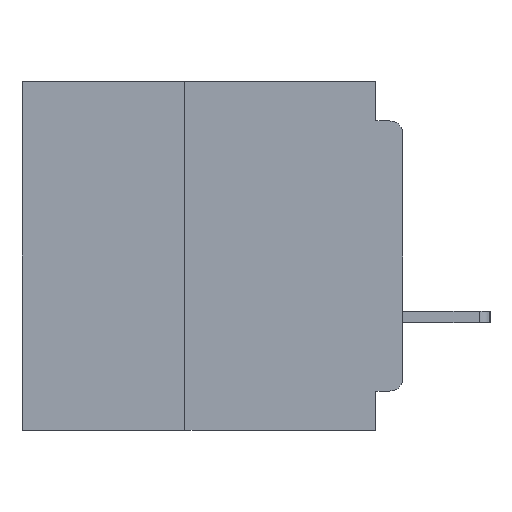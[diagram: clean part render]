
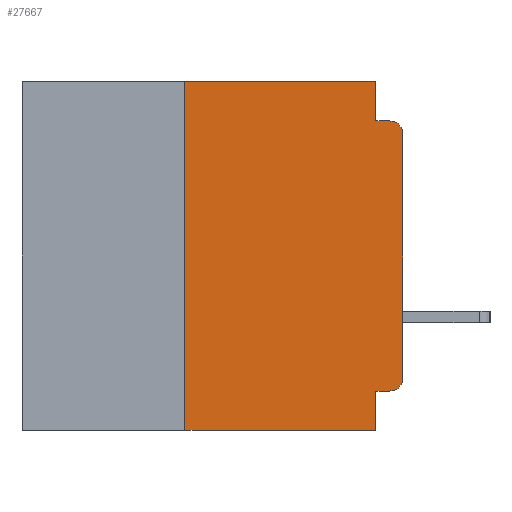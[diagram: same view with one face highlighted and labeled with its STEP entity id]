
A CAD part, left-side view. The second image highlights one B-rep face of the part: STEP entity #27667.
In plain terms, the highlighted planar face has unit normal (-1, 0, 0).
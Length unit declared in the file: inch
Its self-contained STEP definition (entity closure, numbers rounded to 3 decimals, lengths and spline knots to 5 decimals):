
#53 = CARTESIAN_POINT ( 'NONE',  ( 0., 0.031, -0.045 ) ) ;
#76 = ORIENTED_EDGE ( 'NONE', *, *, #34048, .F. ) ;
#140 = ORIENTED_EDGE ( 'NONE', *, *, #47560, .F. ) ;
#1198 = CIRCLE ( 'NONE', #40523, 0.015 ) ;
#2513 = CIRCLE ( 'NONE', #45738, 0.015 ) ;
#2775 = DIRECTION ( 'NONE',  ( 0., 0., -1. ) ) ;
#2962 = CARTESIAN_POINT ( 'NONE',  ( 0., 0.031, -0.4 ) ) ;
#3225 = CARTESIAN_POINT ( 'NONE',  ( 0., 0., -0.34 ) ) ;
#3431 = ORIENTED_EDGE ( 'NONE', *, *, #32556, .F. ) ;
#4828 = VERTEX_POINT ( 'NONE', #41780 ) ;
#5208 = CARTESIAN_POINT ( 'NONE',  ( 0., 0.25, -0.4 ) ) ;
#6576 = VECTOR ( 'NONE', #2775, 39.37008 ) ;
#8244 = DIRECTION ( 'NONE',  ( 0., -1., 0. ) ) ;
#8422 = VECTOR ( 'NONE', #14644, 39.37008 ) ;
#9295 = CARTESIAN_POINT ( 'NONE',  ( 0., 0.437, 0. ) ) ;
#10002 = DIRECTION ( 'NONE',  ( -1., 0., 0. ) ) ;
#11274 = EDGE_CURVE ( 'NONE', #4828, #45975, #13310, .T. ) ;
#12034 = EDGE_LOOP ( 'NONE', ( #12387, #18300, #48329, #76, #3431, #18394, #38290, #140, #15632, #35088 ) ) ;
#12387 = ORIENTED_EDGE ( 'NONE', *, *, #36950, .T. ) ;
#12947 = CARTESIAN_POINT ( 'NONE',  ( 0., 0.25, 0. ) ) ;
#13310 = LINE ( 'NONE', #30819, #32169 ) ;
#13335 = LINE ( 'NONE', #5208, #32194 ) ;
#13706 = CARTESIAN_POINT ( 'NONE',  ( 0., 0.031, -0.355 ) ) ;
#14284 = LINE ( 'NONE', #20749, #43117 ) ;
#14536 = EDGE_CURVE ( 'NONE', #17042, #24224, #1198, .T. ) ;
#14644 = DIRECTION ( 'NONE',  ( 0., -1., 0. ) ) ;
#15632 = ORIENTED_EDGE ( 'NONE', *, *, #26240, .F. ) ;
#16310 = VERTEX_POINT ( 'NONE', #20560 ) ;
#16620 = LINE ( 'NONE', #17752, #6576 ) ;
#17042 = VERTEX_POINT ( 'NONE', #29412 ) ;
#17261 = LINE ( 'NONE', #37191, #8422 ) ;
#17752 = CARTESIAN_POINT ( 'NONE',  ( 0., 0.031, 0. ) ) ;
#17844 = CARTESIAN_POINT ( 'NONE',  ( 0., 0.015, -0.045 ) ) ;
#18300 = ORIENTED_EDGE ( 'NONE', *, *, #47338, .T. ) ;
#18394 = ORIENTED_EDGE ( 'NONE', *, *, #23911, .F. ) ;
#18656 = AXIS2_PLACEMENT_3D ( 'NONE', #24124, #46847, #24275 ) ;
#18686 = DIRECTION ( 'NONE',  ( 0., 0., 1. ) ) ;
#19634 = DIRECTION ( 'NONE',  ( -1., 0., 0. ) ) ;
#20560 = CARTESIAN_POINT ( 'NONE',  ( 0., 0.031, 0. ) ) ;
#20749 = CARTESIAN_POINT ( 'NONE',  ( 0., 0.031, -0.4 ) ) ;
#23911 = EDGE_CURVE ( 'NONE', #4828, #43823, #13335, .T. ) ;
#24124 = CARTESIAN_POINT ( 'NONE',  ( 0., 0.437, 0. ) ) ;
#24224 = VERTEX_POINT ( 'NONE', #3225 ) ;
#24275 = DIRECTION ( 'NONE',  ( 0., 0., -1. ) ) ;
#24567 = DIRECTION ( 'NONE',  ( 0., 0., -1. ) ) ;
#26240 = EDGE_CURVE ( 'NONE', #17042, #29764, #36055, .T. ) ;
#27667 = ADVANCED_FACE ( 'NONE', ( #42143 ), #35505, .F. ) ;
#27847 = VERTEX_POINT ( 'NONE', #17844 ) ;
#28050 = VERTEX_POINT ( 'NONE', #53 ) ;
#28179 = LINE ( 'NONE', #45005, #47012 ) ;
#29412 = CARTESIAN_POINT ( 'NONE',  ( 0., 0.015, -0.355 ) ) ;
#29764 = VERTEX_POINT ( 'NONE', #13706 ) ;
#30819 = CARTESIAN_POINT ( 'NONE',  ( 0., 0.437, -0.4 ) ) ;
#32169 = VECTOR ( 'NONE', #8244, 39.37008 ) ;
#32194 = VECTOR ( 'NONE', #42758, 39.37008 ) ;
#32556 = EDGE_CURVE ( 'NONE', #43823, #16310, #45225, .T. ) ;
#32621 = CARTESIAN_POINT ( 'NONE',  ( 0., 0.015, -0.34 ) ) ;
#33678 = VERTEX_POINT ( 'NONE', #34459 ) ;
#34048 = EDGE_CURVE ( 'NONE', #16310, #28050, #16620, .T. ) ;
#34459 = CARTESIAN_POINT ( 'NONE',  ( 0., 0., -0.06 ) ) ;
#35088 = ORIENTED_EDGE ( 'NONE', *, *, #14536, .T. ) ;
#35505 = PLANE ( 'NONE',  #18656 ) ;
#36055 = LINE ( 'NONE', #41362, #44878 ) ;
#36369 = DIRECTION ( 'NONE',  ( 0., 0., -1. ) ) ;
#36950 = EDGE_CURVE ( 'NONE', #24224, #33678, #28179, .T. ) ;
#37191 = CARTESIAN_POINT ( 'NONE',  ( 0., 0., -0.045 ) ) ;
#38290 = ORIENTED_EDGE ( 'NONE', *, *, #11274, .T. ) ;
#40413 = EDGE_CURVE ( 'NONE', #28050, #27847, #17261, .T. ) ;
#40523 = AXIS2_PLACEMENT_3D ( 'NONE', #32621, #10002, #36369 ) ;
#41362 = CARTESIAN_POINT ( 'NONE',  ( 0., 0., -0.355 ) ) ;
#41780 = CARTESIAN_POINT ( 'NONE',  ( 0., 0.25, -0.4 ) ) ;
#42143 = FACE_OUTER_BOUND ( 'NONE', #12034, .T. ) ;
#42174 = CARTESIAN_POINT ( 'NONE',  ( 0., 0.015, -0.06 ) ) ;
#42758 = DIRECTION ( 'NONE',  ( 0., 0., 1. ) ) ;
#43117 = VECTOR ( 'NONE', #24567, 39.37008 ) ;
#43823 = VERTEX_POINT ( 'NONE', #12947 ) ;
#44035 = VECTOR ( 'NONE', #47030, 39.37008 ) ;
#44878 = VECTOR ( 'NONE', #45127, 39.37008 ) ;
#45005 = CARTESIAN_POINT ( 'NONE',  ( 0., 0., 0. ) ) ;
#45127 = DIRECTION ( 'NONE',  ( 0., 1., 0. ) ) ;
#45225 = LINE ( 'NONE', #9295, #44035 ) ;
#45738 = AXIS2_PLACEMENT_3D ( 'NONE', #42174, #19634, #45968 ) ;
#45968 = DIRECTION ( 'NONE',  ( 0., 0., -1. ) ) ;
#45975 = VERTEX_POINT ( 'NONE', #2962 ) ;
#46847 = DIRECTION ( 'NONE',  ( 1., 0., 0. ) ) ;
#47012 = VECTOR ( 'NONE', #18686, 39.37008 ) ;
#47030 = DIRECTION ( 'NONE',  ( 0., -1., 0. ) ) ;
#47338 = EDGE_CURVE ( 'NONE', #33678, #27847, #2513, .T. ) ;
#47560 = EDGE_CURVE ( 'NONE', #29764, #45975, #14284, .T. ) ;
#48329 = ORIENTED_EDGE ( 'NONE', *, *, #40413, .F. ) ;
